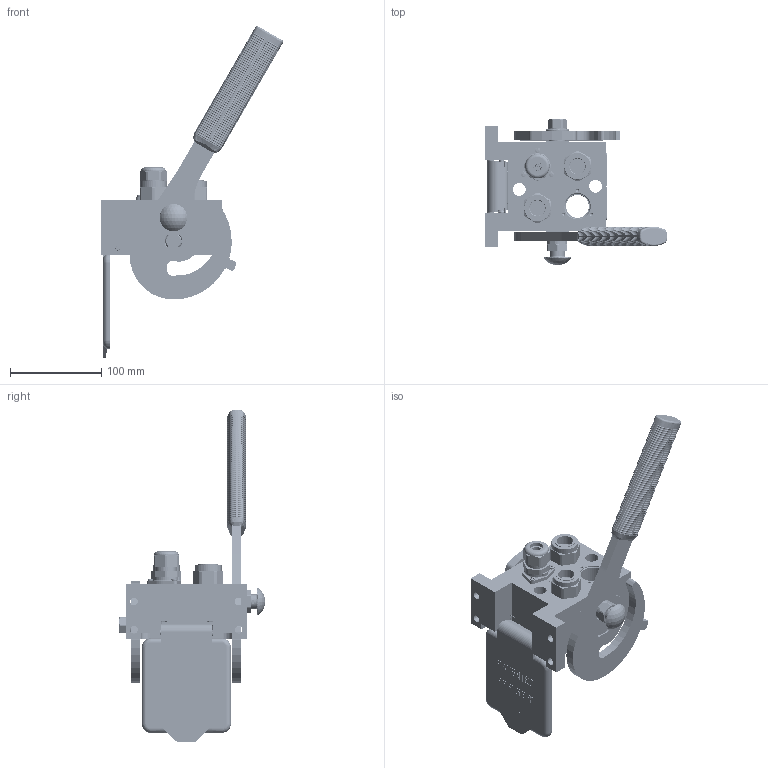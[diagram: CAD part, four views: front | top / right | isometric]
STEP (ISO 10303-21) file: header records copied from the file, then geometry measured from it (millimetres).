
FILE_DESCRIPTION (( 'STEP AP214' ), '1' );
FILE_NAME ('FASTER.step', '2024-04-17T10:55:15', ( '' ), ( '' ), 'SwSTEP 2.0', 'SolidWorks 2017', '' );
FILE_SCHEMA (( 'AUTOMOTIVE_DESIGN' ));
Length unit declared in the file: millimetre
Products named in the file (42): Copia di inspel08-7_f.prt^Copia di inspel08-7_f.asm_corspel08-7_f; 4870_025_1001_001; or2_62x17_86; 4830_025_2000_000; 2ffnb12_gas_f; Copia di 4850_007_0001_000.prt^corspel08-7_f; 4830_025_1000_000; A_2ffnb12_gas_f; P508FA; 4870_024_1001_001; 4810_001_0001_014; 4142_072_1000_300; 4830_025_0000_001; 4340_014_0000_000; sv002011_m2; P508_F_A_BASE; Copia di inspel08-7_f.asm^corspel08-7_f; 4830_001_0005_300; conn_7p_f; curs_molla_12; 4830_044_0000_000; Copia di 4830_042_0000_000.prt^corspel08-7_f; or1_5x7_m; 4850_007_0000_000; 4820_001_0004_000; 0048_042_0412_000; 4241_072_0000_200; et012; 4850_024_6001_021; 4830_070_0000_001; FASTER; 1540_080_0012_000; 4870_023_1001_000; 4830_020_0000_024; corspel08-7_f; Copia di 4850_007_0003_000.prt^corspel08-7_f; sicura_p5; 4830_001_0005_301; 4870_025_1001_001_ASM; 4830_022_0000_011 ...
Assembly tree (51 placements, depth 5):
  FASTER
    P508_F_A_BASE
      P508FA
        4830_020_0000_024
        4820_001_0004_000
        4810_001_0001_014
        4830_001_0005_300
        4830_001_0005_301
    conn_7p_f
      corspel08-7_f
        Copia di 4850_007_0001_000.prt^corspel08-7_f
        Copia di inspel08-7_f.asm^corspel08-7_f
          Copia di inspel08-7_f.prt^Copia di inspel08-7_f.asm_corspel08-7_f
          Copia di 4850_032_0000_000.prt^Copia di inspel08-7_f.asm_corspel08-7_f  x7
        Copia di 4850_007_0003_000.prt^corspel08-7_f
        Copia di 4830_042_0000_000.prt^corspel08-7_f
      4830_044_0000_000  x3
      4850_007_0000_000
      4241_072_0000_200
    A_2ffnb12_gas_f  x2
      curs_molla_12
        4340_014_0000_000
        4142_072_1000_300
      2ffnb12_gas_f
        2ffnb12_gas_f
    4870_025_1001_001
      4870_025_1001_001_ASM
        4870_024_1001_001
        4850_024_6001_021
        sv002011_m2
      sicura_p5
        4830_025_0000_001
        or1_5x7_m
        0048_042_0412_000
      4830_025_2000_000
      4830_025_1000_000
      4830_022_0000_011
      4830_070_0000_001
      4870_023_1001_000
      1540_080_0012_000
      or2_62x17_86  x2
    et012
Bounding box: 200.35 x 160.98 x 364.81 mm (x, y, z)
Volume: 228661.6 mm3; surface area: 311762.9 mm2
Topology: 31 solids, 68 shells, 5912 faces, 14641 edges, 9004 vertices
Faces by surface type: plane 2670, cylinder 1600, torus 984, cone 365, bspline 240, sphere 53
Entity records: 195647 total; most frequent: CARTESIAN_POINT 65695, ORIENTED_EDGE 26117, DIRECTION 25322, EDGE_CURVE 13157, AXIS2_PLACEMENT_3D 8873, VERTEX_POINT 8094, VECTOR 7576, LINE 7576
